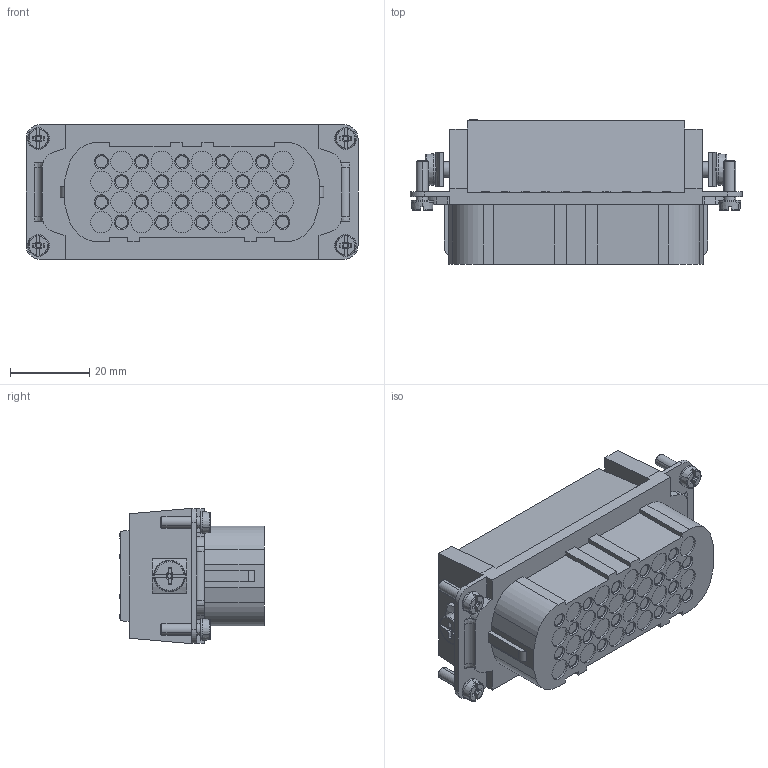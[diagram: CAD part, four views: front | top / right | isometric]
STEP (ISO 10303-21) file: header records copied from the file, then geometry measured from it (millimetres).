
FILE_DESCRIPTION(/* description */ (''),/* implementation_level */ '2;1');
FILE_NAME(/* name */ 'C3D_C146 10B040 060 2.stp',/* time_stamp */ '2019-11-12T10:08:25+01:00',/* author */ (''),/* organization */ (''),/* preprocessor_version */ 'ST-DEVELOPER v16.7',/* originating_system */ 'SIEMENS PLM Software NX 12.0',/* authorisation */ '');
FILE_SCHEMA (('AUTOMOTIVE_DESIGN { 1 0 10303 214 3 1 1 1 }'));
Length unit declared in the file: millimetre
Products named in the file (1): pwoe322CF23Eukru
Bounding box: 83.7 x 36.5 x 34 mm (x, y, z)
Volume: 59391.7 mm3; surface area: 14474.8 mm2
Topology: 1 solids, 3 shells, 815 faces, 2006 edges, 1340 vertices
Faces by surface type: plane 517, cylinder 194, cone 68, torus 16, extrusion 12, bspline 8
Full cylindrical faces by diameter (mm): 0.24 x2, 0.48 x4, 0.5 x2, 3.05 x20, 4 x4, 4.5 x40, 5.4 x20, 8 x2
Entity records: 23914 total; most frequent: CARTESIAN_POINT 5468, DIRECTION 3722, ORIENTED_EDGE 3644, EDGE_CURVE 1822, AXIS2_PLACEMENT_3D 1310, VERTEX_POINT 1276, VECTOR 1102, LINE 1090
